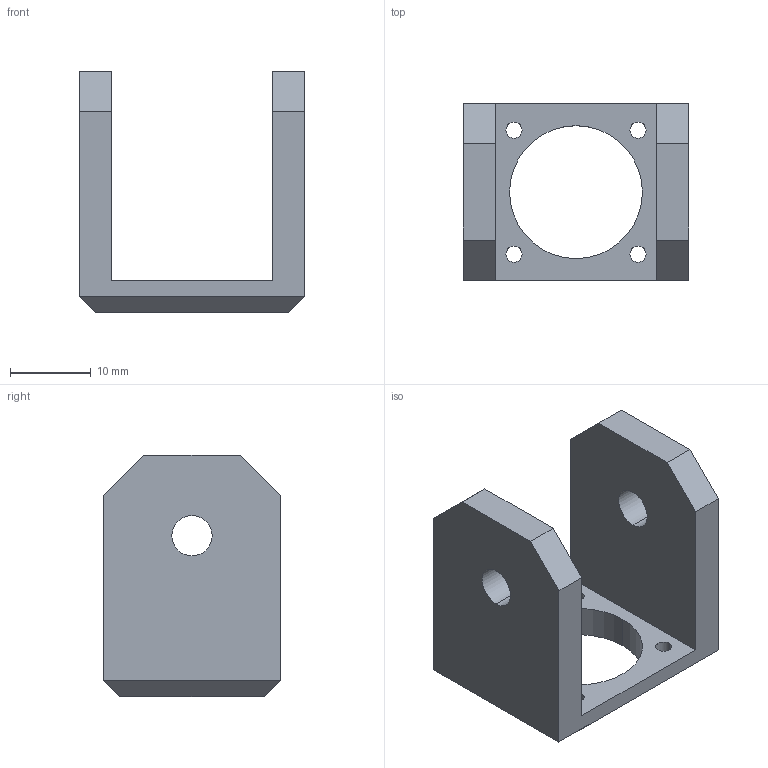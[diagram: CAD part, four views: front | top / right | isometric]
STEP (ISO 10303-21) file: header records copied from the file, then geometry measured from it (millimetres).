
FILE_DESCRIPTION (( 'STEP AP203' ), '1' );
FILE_NAME ('J6 kotelo_Default_sldprt.STEP', '2025-10-23T01:46:13', ( '' ), ( '' ), 'SwSTEP 2.0', 'SolidWorks 2024', '' );
FILE_SCHEMA (( 'CONFIG_CONTROL_DESIGN' ));
Length unit declared in the file: millimetre
Products named in the file (1): J6 kotelo_Default_sldprt
Bounding box: 28 x 22 x 30 mm (x, y, z)
Volume: 5588 mm3; surface area: 3967.6 mm2
Topology: 1 solids, 1 shells, 32 faces, 86 edges, 56 vertices
Faces by surface type: plane 18, cylinder 14
Entity records: 1111 total; most frequent: DIRECTION 180, CARTESIAN_POINT 175, ORIENTED_EDGE 172, EDGE_CURVE 86, AXIS2_PLACEMENT_3D 61, LINE 58, VECTOR 58, VERTEX_POINT 56
